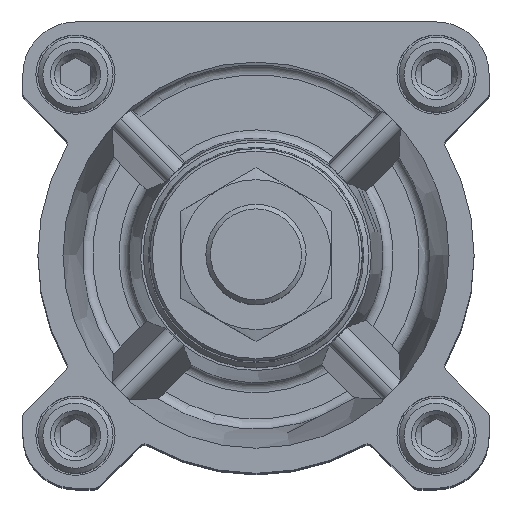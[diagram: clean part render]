
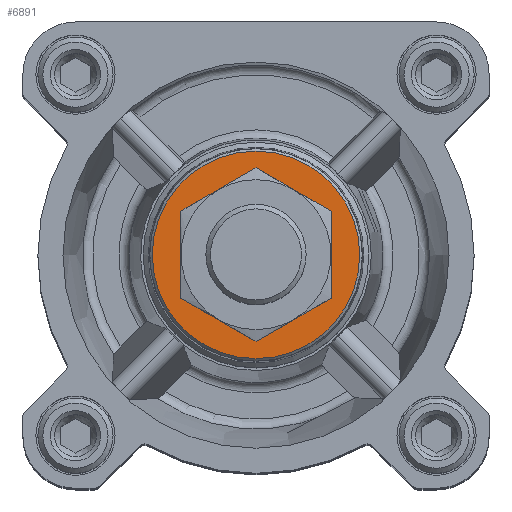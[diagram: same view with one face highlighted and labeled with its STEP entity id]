
A CAD part, top view. The second image highlights one B-rep face of the part: STEP entity #6891.
In plain terms, the highlighted planar face has unit normal (0, 0, 1).
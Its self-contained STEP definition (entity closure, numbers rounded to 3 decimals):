
#1148=PLANE('',#7610);
#1495=CIRCLE('',#7611,20.686);
#1496=CIRCLE('',#7612,12.5);
#2942=ORIENTED_EDGE('',*,*,#4255,.F.);
#2943=ORIENTED_EDGE('',*,*,#4256,.T.);
#4255=EDGE_CURVE('',#5020,#5020,#1495,.T.);
#4256=EDGE_CURVE('',#5021,#5021,#1496,.T.);
#5020=VERTEX_POINT('',#11825);
#5021=VERTEX_POINT('',#11827);
#5648=EDGE_LOOP('',(#2942));
#5649=EDGE_LOOP('',(#2943));
#6209=FACE_BOUND('',#5648,.T.);
#6210=FACE_BOUND('',#5649,.T.);
#6891=ADVANCED_FACE('',(#6209,#6210),#1148,.F.);
#7610=AXIS2_PLACEMENT_3D('',#11823,#9223,#9224);
#7611=AXIS2_PLACEMENT_3D('',#11824,#9225,#9226);
#7612=AXIS2_PLACEMENT_3D('',#11826,#9227,#9228);
#9223=DIRECTION('',(0.,0.,-1.));
#9224=DIRECTION('',(-1.,0.,0.));
#9225=DIRECTION('',(0.,0.,-1.));
#9226=DIRECTION('',(-1.,0.,0.));
#9227=DIRECTION('',(0.,0.,-1.));
#9228=DIRECTION('',(-1.,0.,0.));
#11823=CARTESIAN_POINT('',(0.,0.,34.2));
#11824=CARTESIAN_POINT('',(0.,0.,34.2));
#11825=CARTESIAN_POINT('',(-20.686,0.,34.2));
#11826=CARTESIAN_POINT('',(0.,0.,34.2));
#11827=CARTESIAN_POINT('',(-12.5,0.,34.2));
